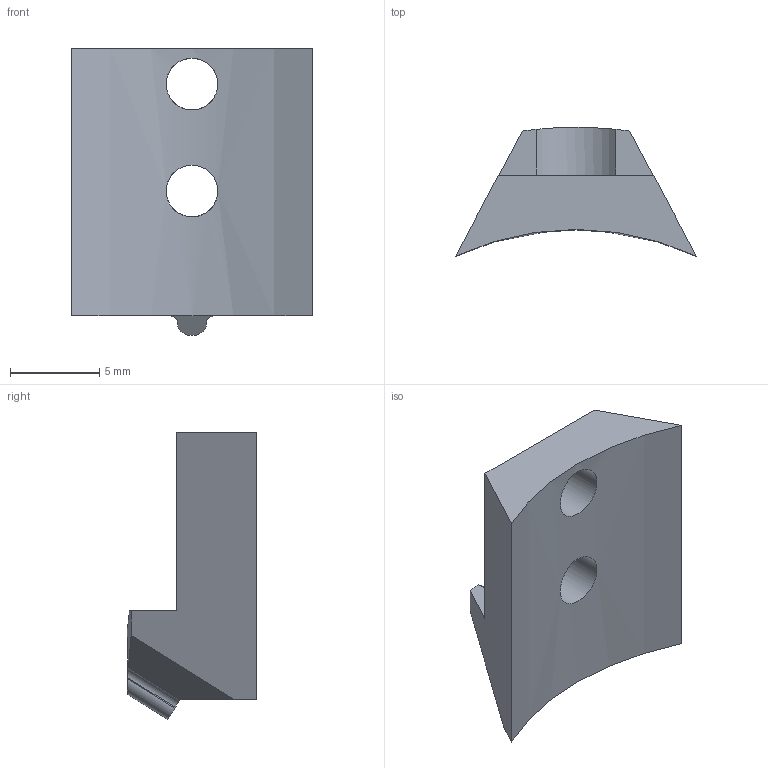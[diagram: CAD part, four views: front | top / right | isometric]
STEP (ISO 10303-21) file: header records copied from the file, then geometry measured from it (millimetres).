
FILE_DESCRIPTION (( 'STEP AP214' ), '1' );
FILE_NAME ('J6 Limit Contact.STEP', '2024-03-23T23:42:48', ( '' ), ( '' ), 'SwSTEP 2.0', 'SolidWorks 2022', '' );
FILE_SCHEMA (( 'AUTOMOTIVE_DESIGN' ));
Length unit declared in the file: millimetre
Products named in the file (1): J6 Limit Contact
Bounding box: 13.52 x 7.25 x 16.1 mm (x, y, z)
Volume: 575.7 mm3; surface area: 638.7 mm2
Topology: 1 solids, 1 shells, 24 faces, 64 edges, 42 vertices
Faces by surface type: plane 15, cylinder 9
Full cylindrical faces by diameter (mm): 2.9 x2
Entity records: 910 total; most frequent: CARTESIAN_POINT 293, ORIENTED_EDGE 124, DIRECTION 111, EDGE_CURVE 62, VERTEX_POINT 42, VECTOR 39, LINE 39, AXIS2_PLACEMENT_3D 36
